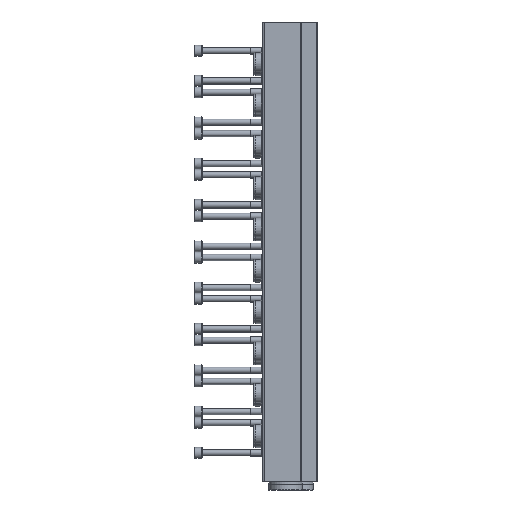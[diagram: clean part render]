
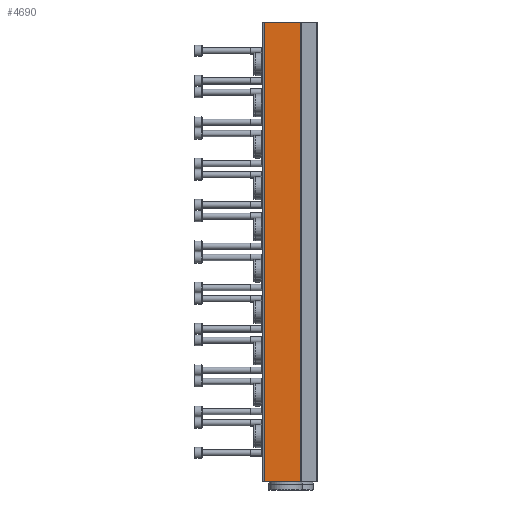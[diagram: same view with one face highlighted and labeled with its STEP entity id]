
A CAD part, left-side view. The second image highlights one B-rep face of the part: STEP entity #4690.
In plain terms, the highlighted planar face has unit normal (-1, 0, 0).
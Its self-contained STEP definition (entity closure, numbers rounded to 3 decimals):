
#255=PLANE('',#5052);
#366=LINE('',#7658,#640);
#367=LINE('',#7660,#641);
#368=LINE('',#7662,#642);
#369=LINE('',#7664,#643);
#640=VECTOR('',#5694,1000.);
#641=VECTOR('',#5697,1000.);
#642=VECTOR('',#5698,1000.);
#643=VECTOR('',#5699,1000.);
#1232=ORIENTED_EDGE('',*,*,#2426,.F.);
#1233=ORIENTED_EDGE('',*,*,#2425,.F.);
#1234=ORIENTED_EDGE('',*,*,#2427,.T.);
#1235=ORIENTED_EDGE('',*,*,#2428,.T.);
#2425=EDGE_CURVE('',#3022,#3020,#366,.T.);
#2426=EDGE_CURVE('',#3020,#3023,#367,.T.);
#2427=EDGE_CURVE('',#3022,#3024,#368,.T.);
#2428=EDGE_CURVE('',#3024,#3023,#369,.T.);
#3020=VERTEX_POINT('',#7653);
#3022=VERTEX_POINT('',#7657);
#3023=VERTEX_POINT('',#7661);
#3024=VERTEX_POINT('',#7663);
#3529=EDGE_LOOP('',(#1232,#1233,#1234,#1235));
#4049=FACE_BOUND('',#3529,.T.);
#4690=ADVANCED_FACE('',(#4049),#255,.T.);
#5052=AXIS2_PLACEMENT_3D('',#7659,#5695,#5696);
#5694=DIRECTION('',(0.,0.,1.));
#5695=DIRECTION('',(-1.,0.,0.));
#5696=DIRECTION('',(0.,0.,1.));
#5697=DIRECTION('',(0.,-1.,0.));
#5698=DIRECTION('',(0.,-1.,0.));
#5699=DIRECTION('',(0.,0.,1.));
#7653=CARTESIAN_POINT('',(-47.,41.5,0.));
#7657=CARTESIAN_POINT('',(-47.,41.5,-356.));
#7658=CARTESIAN_POINT('',(-47.,41.5,-356.));
#7659=CARTESIAN_POINT('',(-47.,41.5,-356.));
#7660=CARTESIAN_POINT('',(-47.,41.5,0.));
#7661=CARTESIAN_POINT('',(-47.,13.377,0.));
#7662=CARTESIAN_POINT('',(-47.,41.5,-356.));
#7663=CARTESIAN_POINT('',(-47.,13.377,-356.));
#7664=CARTESIAN_POINT('',(-47.,13.377,-356.));
